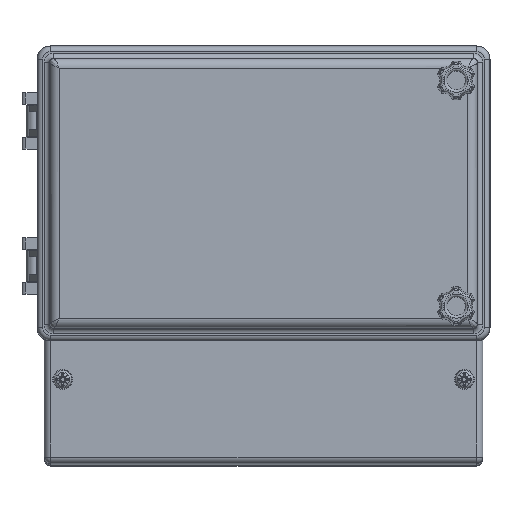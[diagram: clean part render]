
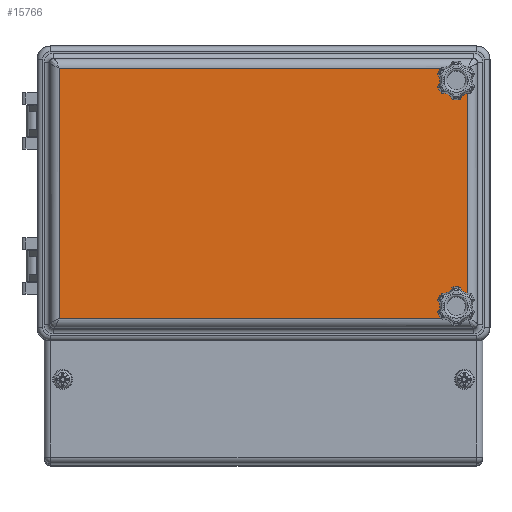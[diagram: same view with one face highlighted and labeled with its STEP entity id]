
A CAD part, top view. The second image highlights one B-rep face of the part: STEP entity #15766.
In plain terms, the highlighted planar face has unit normal (0, 0, 1).
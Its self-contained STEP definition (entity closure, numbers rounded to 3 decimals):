
#587=FACE_BOUND('',#3663,.T.);
#588=FACE_BOUND('',#3664,.T.);
#1515=CIRCLE('',#17183,3.2);
#1517=CIRCLE('',#17187,3.2);
#2562=FACE_OUTER_BOUND('',#3662,.T.);
#3662=EDGE_LOOP('',(#13600,#13601,#13602,#13603));
#3663=EDGE_LOOP('',(#13604));
#3664=EDGE_LOOP('',(#13605));
#5072=LINE('',#27366,#6341);
#5074=LINE('',#27392,#6343);
#5075=LINE('',#27415,#6344);
#5076=LINE('',#27427,#6345);
#6341=VECTOR('',#21368,10.);
#6343=VECTOR('',#21372,10.);
#6344=VECTOR('',#21375,10.);
#6345=VECTOR('',#21378,10.);
#7535=VERTEX_POINT('',#26770);
#7537=VERTEX_POINT('',#26776);
#7622=VERTEX_POINT('',#27342);
#7624=VERTEX_POINT('',#27355);
#7627=VERTEX_POINT('',#27381);
#7628=VERTEX_POINT('',#27404);
#9472=EDGE_CURVE('',#7535,#7535,#1515,.T.);
#9474=EDGE_CURVE('',#7537,#7537,#1517,.T.);
#9633=EDGE_CURVE('',#7624,#7622,#5072,.T.);
#9637=EDGE_CURVE('',#7627,#7624,#5074,.T.);
#9640=EDGE_CURVE('',#7628,#7627,#5075,.T.);
#9642=EDGE_CURVE('',#7622,#7628,#5076,.T.);
#13600=ORIENTED_EDGE('',*,*,#9633,.F.);
#13601=ORIENTED_EDGE('',*,*,#9637,.F.);
#13602=ORIENTED_EDGE('',*,*,#9640,.F.);
#13603=ORIENTED_EDGE('',*,*,#9642,.F.);
#13604=ORIENTED_EDGE('',*,*,#9472,.T.);
#13605=ORIENTED_EDGE('',*,*,#9474,.T.);
#15003=PLANE('',#17338);
#15766=ADVANCED_FACE('',(#2562,#587,#588),#15003,.T.);
#17183=AXIS2_PLACEMENT_3D('',#26771,#21002,#21003);
#17187=AXIS2_PLACEMENT_3D('',#26777,#21010,#21011);
#17338=AXIS2_PLACEMENT_3D('',#27636,#21389,#21390);
#21002=DIRECTION('center_axis',(0.,0.,-1.));
#21003=DIRECTION('ref_axis',(-1.,0.,0.));
#21010=DIRECTION('center_axis',(0.,0.,-1.));
#21011=DIRECTION('ref_axis',(-1.,0.,0.));
#21368=DIRECTION('',(-1.,0.,0.));
#21372=DIRECTION('',(0.,-1.,0.));
#21375=DIRECTION('',(1.,0.,0.));
#21378=DIRECTION('',(0.,1.,0.));
#21389=DIRECTION('center_axis',(0.,0.,1.));
#21390=DIRECTION('ref_axis',(1.,0.,0.));
#26770=CARTESIAN_POINT('',(-69.3,42.5,22.7));
#26771=CARTESIAN_POINT('Origin',(-72.5,42.5,22.7));
#26776=CARTESIAN_POINT('',(-69.3,-42.5,22.7));
#26777=CARTESIAN_POINT('Origin',(-72.5,-42.5,22.7));
#27342=CARTESIAN_POINT('',(-76.914,-47.164,22.7));
#27355=CARTESIAN_POINT('',(76.914,-47.164,22.7));
#27366=CARTESIAN_POINT('',(39.536,-47.164,22.7));
#27381=CARTESIAN_POINT('',(76.914,47.164,22.7));
#27392=CARTESIAN_POINT('',(76.914,24.661,22.7));
#27404=CARTESIAN_POINT('',(-76.914,47.164,22.7));
#27415=CARTESIAN_POINT('',(-39.536,47.164,22.7));
#27427=CARTESIAN_POINT('',(-76.914,-24.661,22.7));
#27636=CARTESIAN_POINT('Origin',(0.,0.,
22.7));
